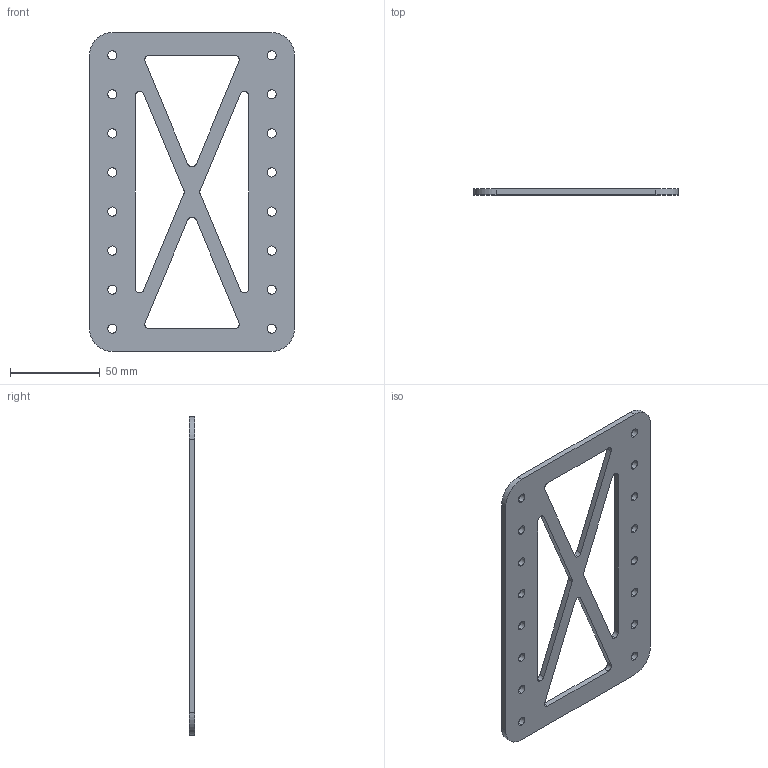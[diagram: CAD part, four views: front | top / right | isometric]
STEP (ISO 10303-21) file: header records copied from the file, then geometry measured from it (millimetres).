
FILE_DESCRIPTION (( 'STEP AP203' ), '1' );
FILE_NAME ('P-2 GearboxTop.STEP', '2015-03-19T20:58:12', ( '' ), ( '' ), 'SwSTEP 2.0', 'SolidWorks 2014', '' );
FILE_SCHEMA (( 'CONFIG_CONTROL_DESIGN' ));
Length unit declared in the file: inch
Products named in the file (1): P-2 GearboxTop
Bounding box: 114.3 x 3.17 x 177.8 mm (x, y, z)
Volume: 40189.1 mm3; surface area: 30621.7 mm2
Topology: 1 solids, 1 shells, 69 faces, 201 edges, 134 vertices
Faces by surface type: cylinder 51, plane 18
Entity records: 2496 total; most frequent: DIRECTION 443, CARTESIAN_POINT 405, ORIENTED_EDGE 402, EDGE_CURVE 201, AXIS2_PLACEMENT_3D 172, VERTEX_POINT 134, EDGE_LOOP 109, CIRCLE 102
